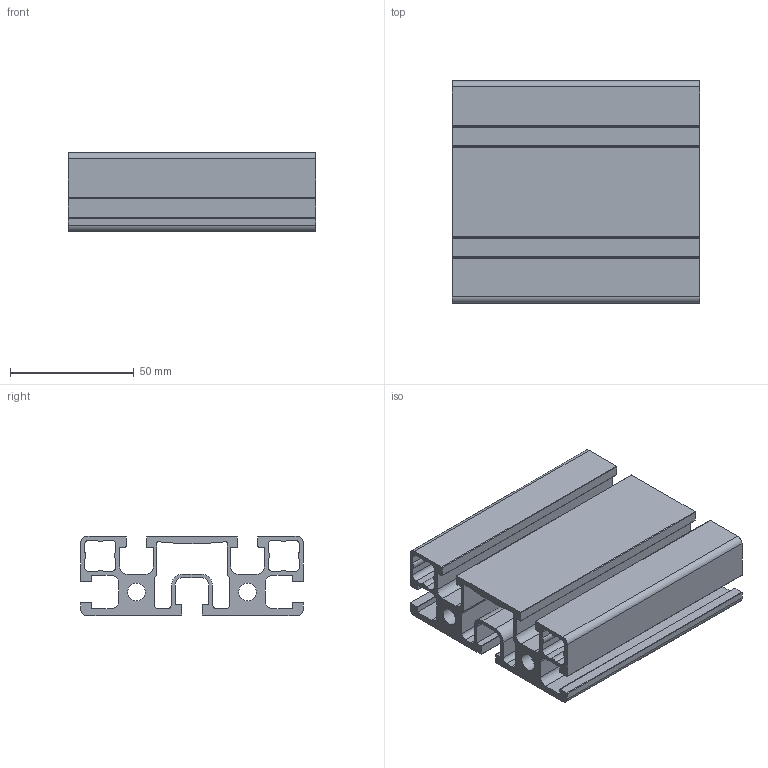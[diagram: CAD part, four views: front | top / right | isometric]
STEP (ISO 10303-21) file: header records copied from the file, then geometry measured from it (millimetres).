
FILE_DESCRIPTION(/* description */ ('PROF.ALL. 32x90L5A '),/* implementation_level */ '2;1');
FILE_NAME(/* name */ 'BPRDD0000927.stp',/* time_stamp */ '2020-07-24T16:36:50+02:00',/* author */ ('tecnico5'),/* organization */ (''),/* preprocessor_version */ 'ST-DEVELOPER v17.2',/* originating_system */ 'Autodesk Inventor 2019',/* authorisation */ '');
FILE_SCHEMA (('AUTOMOTIVE_DESIGN { 1 0 10303 214 3 1 1 }'));
Length unit declared in the file: millimetre
Products named in the file (1): BPRDD0000927
Bounding box: 100 x 90 x 32 mm (x, y, z)
Volume: 102275.1 mm3; surface area: 72800.5 mm2
Topology: 1 solids, 1 shells, 134 faces, 396 edges, 264 vertices
Faces by surface type: plane 71, cylinder 63
Full cylindrical faces by diameter (mm): 7.2 x2
Entity records: 4567 total; most frequent: CARTESIAN_POINT 795, ORIENTED_EDGE 792, DIRECTION 792, EDGE_CURVE 396, LINE 270, VECTOR 270, VERTEX_POINT 264, AXIS2_PLACEMENT_3D 261
